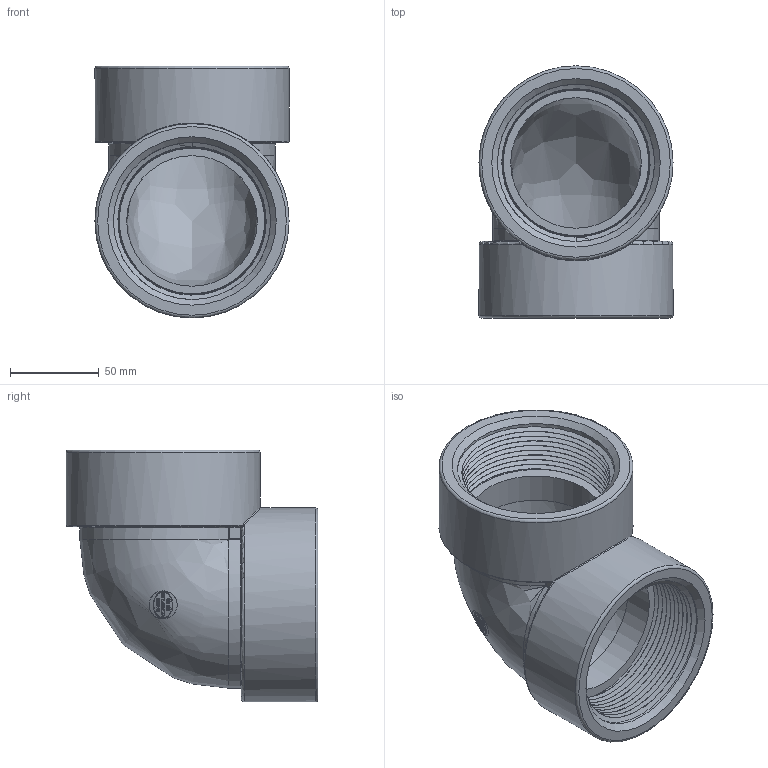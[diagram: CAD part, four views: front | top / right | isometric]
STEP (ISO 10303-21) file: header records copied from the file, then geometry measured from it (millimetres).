
FILE_DESCRIPTION(/* description */ ('3" 90° Elbow'),/* implementation_level */ '2;1');
FILE_NAME(/* name */ 'EL300-90.stp',/* time_stamp */ '2013-11-05T08:11:57-05:00',/* author */ ('DTruax'),/* organization */ (''),/* preprocessor_version */ 'ST-DEVELOPER v15.2',/* originating_system */ 'Autodesk Inventor 2014',/* authorisation */ '');
FILE_SCHEMA (('AUTOMOTIVE_DESIGN { 1 0 10303 214 3 1 1 }'));
Length unit declared in the file: inch
Products named in the file (1): EL300-90
Bounding box: 109.47 x 142.11 x 142.11 mm (x, y, z)
Volume: 533527.5 mm3; surface area: 114671.7 mm2
Topology: 1 solids, 1 shells, 418 faces, 1090 edges, 711 vertices
Faces by surface type: bspline 199, plane 160, cone 26, cylinder 21, sphere 6, torus 6
Full cylindrical faces by diameter (mm): 15.875 x1, 73.66 x2, 109.474 x2
Entity records: 20053 total; most frequent: CARTESIAN_POINT 12232, ORIENTED_EDGE 2024, EDGE_CURVE 1012, DIRECTION 843, VERTEX_POINT 668, B_SPLINE_CURVE_WITH_KNOTS 634, EDGE_LOOP 452, ADVANCED_FACE 398
